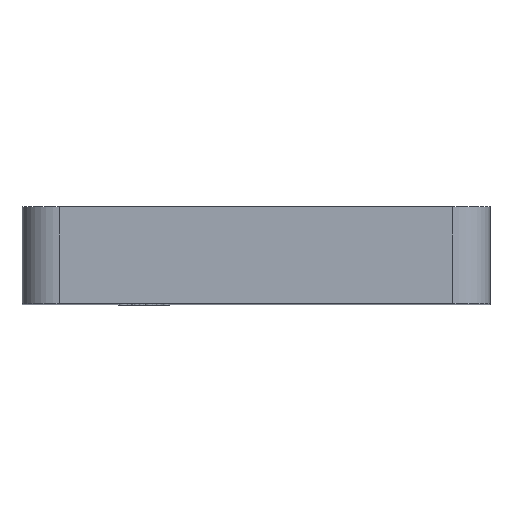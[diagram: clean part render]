
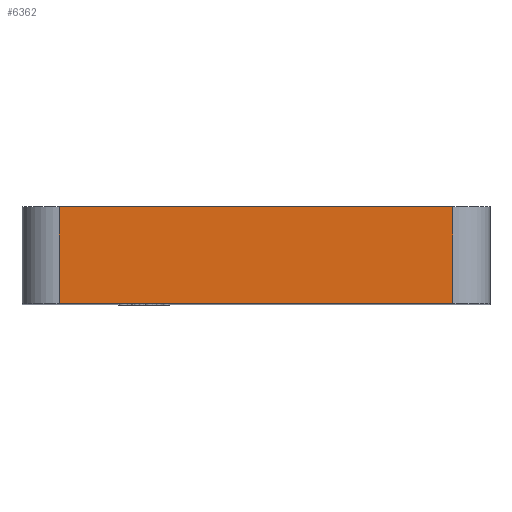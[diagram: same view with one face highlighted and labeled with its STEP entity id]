
A CAD part, top view. The second image highlights one B-rep face of the part: STEP entity #6362.
In plain terms, the highlighted planar face has unit normal (0, 0, 1).
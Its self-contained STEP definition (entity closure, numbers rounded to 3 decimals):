
#1019=FACE_OUTER_BOUND('',#1392,.T.);
#1392=EDGE_LOOP('',(#5825,#5826,#5827,#5828));
#1489=LINE('',#8620,#2004);
#1890=LINE('',#12663,#2405);
#1893=LINE('',#12670,#2408);
#1911=LINE('',#12718,#2426);
#2004=VECTOR('',#6667,10.);
#2405=VECTOR('',#7280,10.);
#2408=VECTOR('',#7287,10.);
#2426=VECTOR('',#7329,10.);
#2561=VERTEX_POINT('',#8606);
#2567=VERTEX_POINT('',#8618);
#3042=VERTEX_POINT('',#12659);
#3045=VERTEX_POINT('',#12669);
#3253=EDGE_CURVE('',#2567,#2561,#1489,.T.);
#3965=EDGE_CURVE('',#2561,#3042,#1890,.T.);
#3968=EDGE_CURVE('',#3042,#3045,#1893,.T.);
#3993=EDGE_CURVE('',#3045,#2567,#1911,.T.);
#5825=ORIENTED_EDGE('',*,*,#3965,.F.);
#5826=ORIENTED_EDGE('',*,*,#3253,.F.);
#5827=ORIENTED_EDGE('',*,*,#3993,.F.);
#5828=ORIENTED_EDGE('',*,*,#3968,.F.);
#6027=PLANE('',#6533);
#6362=ADVANCED_FACE('',(#1019),#6027,.T.);
#6533=AXIS2_PLACEMENT_3D('',#12719,#7330,#7331);
#6667=DIRECTION('',(-1.,0.,0.));
#7280=DIRECTION('',(0.,1.,0.));
#7287=DIRECTION('',(1.,0.,0.));
#7329=DIRECTION('',(0.,-1.,0.));
#7330=DIRECTION('center_axis',(0.,0.,1.));
#7331=DIRECTION('ref_axis',(1.,0.,0.));
#8606=CARTESIAN_POINT('',(-26.431,0.,41.22));
#8618=CARTESIAN_POINT('',(26.431,0.,41.22));
#8620=CARTESIAN_POINT('',(31.431,0.,41.22));
#12659=CARTESIAN_POINT('',(-26.431,13.,41.22));
#12663=CARTESIAN_POINT('',(-26.431,0.,41.22));
#12669=CARTESIAN_POINT('',(26.431,13.,41.22));
#12670=CARTESIAN_POINT('',(31.431,13.,41.22));
#12718=CARTESIAN_POINT('',(26.431,0.,41.22));
#12719=CARTESIAN_POINT('Origin',(-31.431,0.,41.22));
